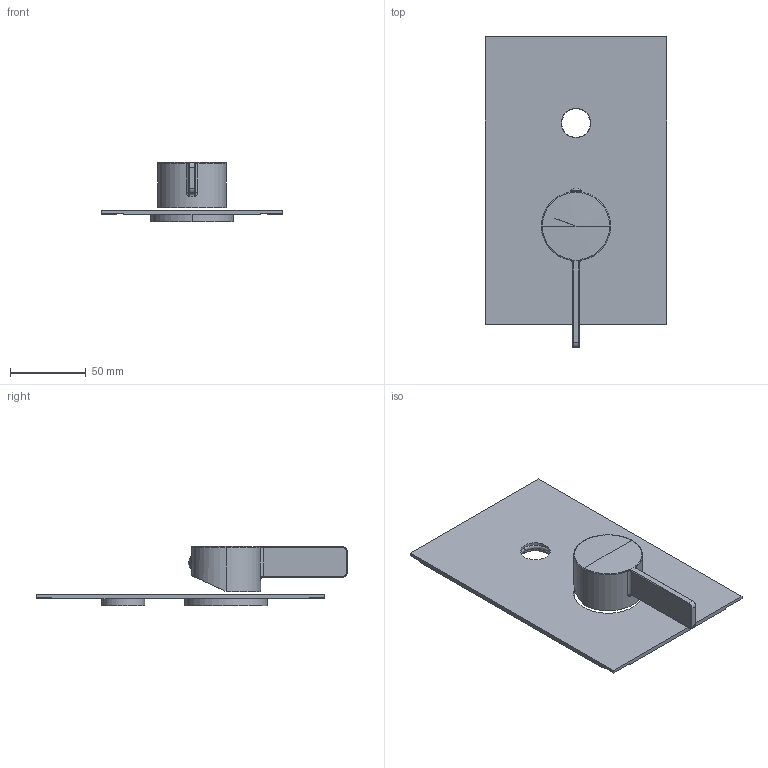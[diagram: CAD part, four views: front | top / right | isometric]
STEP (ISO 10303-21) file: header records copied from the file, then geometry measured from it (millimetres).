
FILE_DESCRIPTION((''),'2;1');
FILE_NAME('RO015CR-MEST','2021-11-04T11:16:53',('ut3'),('PAFFONI SpA'),'CREO PARAMETRIC BY PTC INC, 2020044','CREO PARAMETRIC BY PTC INC, 2020044','');
FILE_SCHEMA(('CONFIG_CONTROL_DESIGN','SHAPE_APPEARANCE_LAYERS_GROUPS'));
Length unit declared in the file: millimetre
Products named in the file (1): RO015CR-MEST
Bounding box: 120 x 205 x 39.5 mm (x, y, z)
Volume: 69602.6 mm3; surface area: 62935.2 mm2
Topology: 2 solids, 2 shells, 180 faces, 444 edges, 272 vertices
Faces by surface type: plane 73, cylinder 55, torus 21, cone 17, bspline 12, sphere 2
Entity records: 7738 total; most frequent: CARTESIAN_POINT 2196, DIRECTION 881, ORIENTED_EDGE 880, EDGE_CURVE 440, AXIS2_PLACEMENT_3D 329, VERTEX_POINT 272, VECTOR 223, LINE 223
